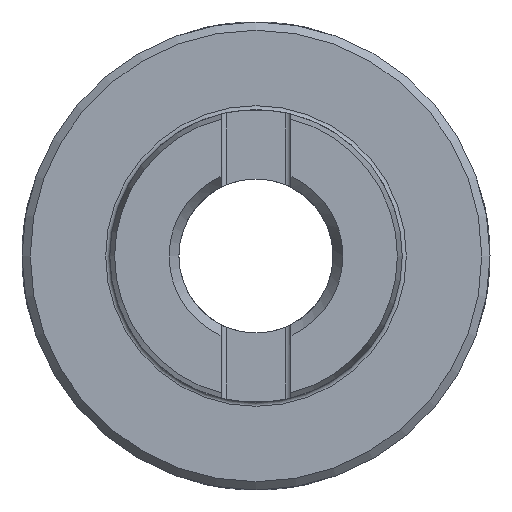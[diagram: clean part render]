
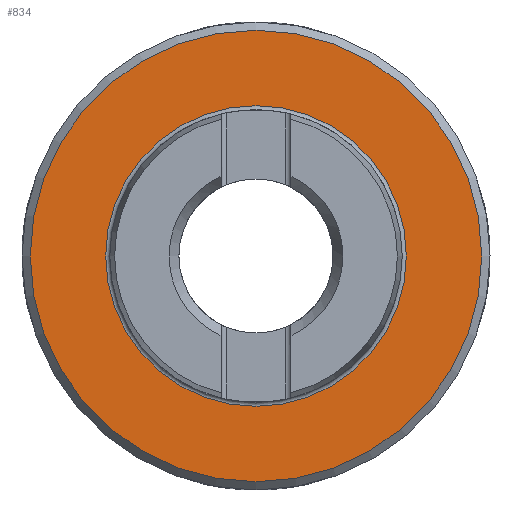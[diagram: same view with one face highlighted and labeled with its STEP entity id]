
A CAD part, left-side view. The second image highlights one B-rep face of the part: STEP entity #834.
In plain terms, the highlighted planar face has unit normal (-1, 0, 0).
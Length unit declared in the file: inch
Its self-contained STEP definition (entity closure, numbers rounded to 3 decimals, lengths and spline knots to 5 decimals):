
#193=FACE_BOUND('',#304,.T.);
#228=FACE_OUTER_BOUND('',#303,.T.);
#303=EDGE_LOOP('',(#629));
#304=EDGE_LOOP('',(#630));
#373=CIRCLE('',#967,1.64);
#374=CIRCLE('',#969,1.09225);
#423=VERTEX_POINT('',#1616);
#424=VERTEX_POINT('',#1619);
#505=EDGE_CURVE('',#423,#423,#373,.T.);
#506=EDGE_CURVE('',#424,#424,#374,.T.);
#629=ORIENTED_EDGE('',*,*,#505,.F.);
#630=ORIENTED_EDGE('',*,*,#506,.F.);
#798=PLANE('',#968);
#834=ADVANCED_FACE('',(#228,#193),#798,.T.);
#967=AXIS2_PLACEMENT_3D('',#1617,#1098,#1099);
#968=AXIS2_PLACEMENT_3D('',#1618,#1100,#1101);
#969=AXIS2_PLACEMENT_3D('',#1620,#1102,#1103);
#1098=DIRECTION('center_axis',(1.,0.,0.));
#1099=DIRECTION('ref_axis',(0.,-1.,0.));
#1100=DIRECTION('center_axis',(-1.,0.,0.));
#1101=DIRECTION('ref_axis',(0.,0.,1.));
#1102=DIRECTION('center_axis',(-1.,0.,0.));
#1103=DIRECTION('ref_axis',(0.,-1.,0.));
#1616=CARTESIAN_POINT('',(2.4,1.64,0.));
#1617=CARTESIAN_POINT('Origin',(2.4,0.,0.));
#1618=CARTESIAN_POINT('Origin',(2.4,1.38113,0.));
#1619=CARTESIAN_POINT('',(2.4,1.09225,0.));
#1620=CARTESIAN_POINT('Origin',(2.4,0.,0.));
